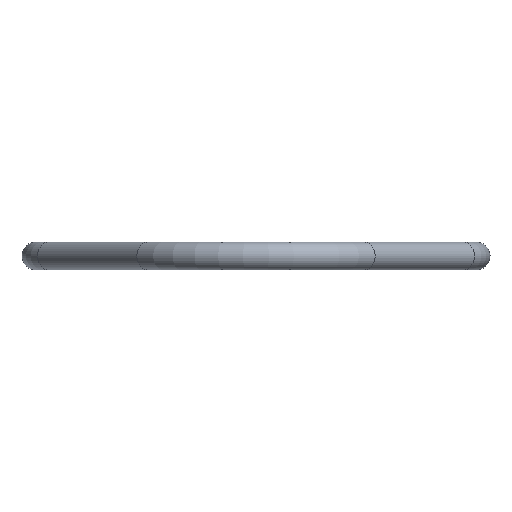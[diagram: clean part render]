
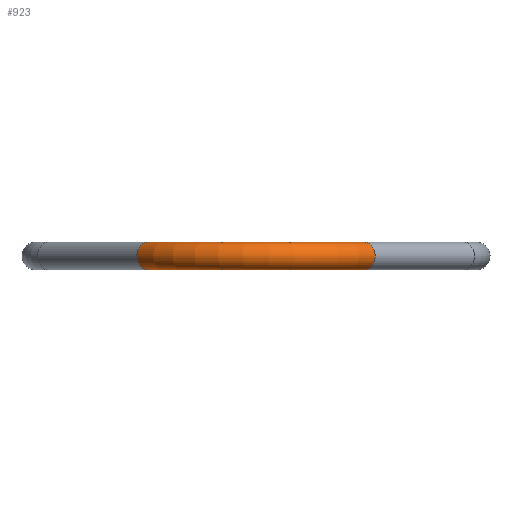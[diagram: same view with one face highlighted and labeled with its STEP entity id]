
A CAD part, front view. The second image highlights one B-rep face of the part: STEP entity #923.
In plain terms, the highlighted toroidal (fillet/blend) face has major radius 7.081 mm and minor radius 0.75 mm.
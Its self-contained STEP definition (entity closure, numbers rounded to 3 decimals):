
#624=AXIS2_PLACEMENT_3D('Circle Axis2P3D',#622,#623,$) ;
#882=AXIS2_PLACEMENT_3D('Circle Axis2P3D',#880,#881,$) ;
#903=AXIS2_PLACEMENT_3D('Torus Axis2P3D',#900,#901,#902) ;
#907=AXIS2_PLACEMENT_3D('Circle Axis2P3D',#905,#906,$) ;
#914=AXIS2_PLACEMENT_3D('Circle Axis2P3D',#912,#913,$) ;
#599=CARTESIAN_POINT('Vertex',(6.799,3.768,0.)) ;
#619=CARTESIAN_POINT('Vertex',(18.401,3.768,0.)) ;
#622=CARTESIAN_POINT('Axis2P3D Location',(12.6,7.83,0.)) ;
#880=CARTESIAN_POINT('Axis2P3D Location',(6.799,3.768,0.75)) ;
#884=CARTESIAN_POINT('Vertex',(6.799,3.768,1.5)) ;
#900=CARTESIAN_POINT('Axis2P3D Location',(12.6,7.83,0.75)) ;
#905=CARTESIAN_POINT('Axis2P3D Location',(18.401,3.768,0.75)) ;
#909=CARTESIAN_POINT('Vertex',(18.401,3.768,1.5)) ;
#912=CARTESIAN_POINT('Axis2P3D Location',(12.6,7.83,1.5)) ;
#623=DIRECTION('Axis2P3D Direction',(0.,0.,-1.)) ;
#881=DIRECTION('Axis2P3D Direction',(-0.574,0.819,0.)) ;
#901=DIRECTION('Axis2P3D Direction',(0.,0.,1.)) ;
#902=DIRECTION('Axis2P3D XDirection',(-0.819,-0.574,0.)) ;
#906=DIRECTION('Axis2P3D Direction',(-0.574,-0.819,0.)) ;
#913=DIRECTION('Axis2P3D Direction',(0.,0.,1.)) ;
#918=ORIENTED_EDGE('',*,*,#911,.T.) ;
#919=ORIENTED_EDGE('',*,*,#916,.F.) ;
#920=ORIENTED_EDGE('',*,*,#886,.F.) ;
#921=ORIENTED_EDGE('',*,*,#626,.T.) ;
#923=ADVANCED_FACE('Koerper.2',(#922),#904,.T.) ;
#625=CIRCLE('generated circle',#624,7.081) ;
#883=CIRCLE('generated circle',#882,0.75) ;
#908=CIRCLE('generated circle',#907,0.75) ;
#915=CIRCLE('generated circle',#914,7.081) ;
#904=TOROIDAL_SURFACE('homeo Torus',#903,7.081,0.75) ;
#626=EDGE_CURVE('',#600,#620,#625,.F.) ;
#886=EDGE_CURVE('',#600,#885,#883,.T.) ;
#911=EDGE_CURVE('',#620,#910,#908,.T.) ;
#916=EDGE_CURVE('',#885,#910,#915,.T.) ;
#917=EDGE_LOOP('',(#918,#919,#920,#921)) ;
#922=FACE_OUTER_BOUND('',#917,.T.) ;
#600=VERTEX_POINT('',#599) ;
#620=VERTEX_POINT('',#619) ;
#885=VERTEX_POINT('',#884) ;
#910=VERTEX_POINT('',#909) ;
